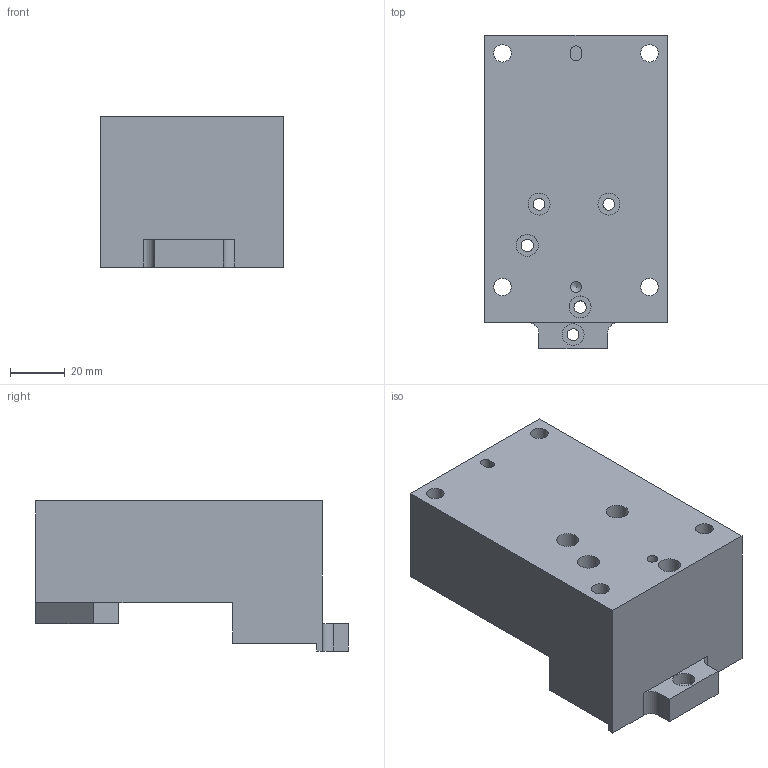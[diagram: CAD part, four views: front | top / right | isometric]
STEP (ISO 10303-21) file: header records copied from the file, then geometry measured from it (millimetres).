
FILE_DESCRIPTION(/* description */ ('Filter Cube Support-Upper'),/* implementation_level */ '2;1');
FILE_NAME(/* name */ 'FAB-P0029- Filter Cube Support-Upper.stp',/* time_stamp */ '2020-02-10T11:57:12+00:00',/* author */ ('whgu0532'),/* organization */ (''),/* preprocessor_version */ 'ST-DEVELOPER v18',/* originating_system */ 'Autodesk Inventor 2020',/* authorisation */ '');
FILE_SCHEMA (('AUTOMOTIVE_DESIGN { 1 0 10303 214 3 1 1 }'));
Length unit declared in the file: millimetre
Products named in the file (1): FAB-P0029- Filter Cube Support.Upper
Bounding box: 66.5 x 113.81 x 54.63 mm (x, y, z)
Volume: 275597.5 mm3; surface area: 40362.7 mm2
Topology: 1 solids, 1 shells, 65 faces, 185 edges, 131 vertices
Faces by surface type: plane 31, cylinder 28, cone 6
Full cylindrical faces by diameter (mm): 3.242 x1, 4 x5, 4.3 x3, 4.5 x2, 6.4 x4, 8 x5, 11 x4
Entity records: 2237 total; most frequent: DIRECTION 398, CARTESIAN_POINT 376, ORIENTED_EDGE 358, EDGE_CURVE 179, AXIS2_PLACEMENT_3D 153, VERTEX_POINT 131, EDGE_LOOP 98, LINE 92
